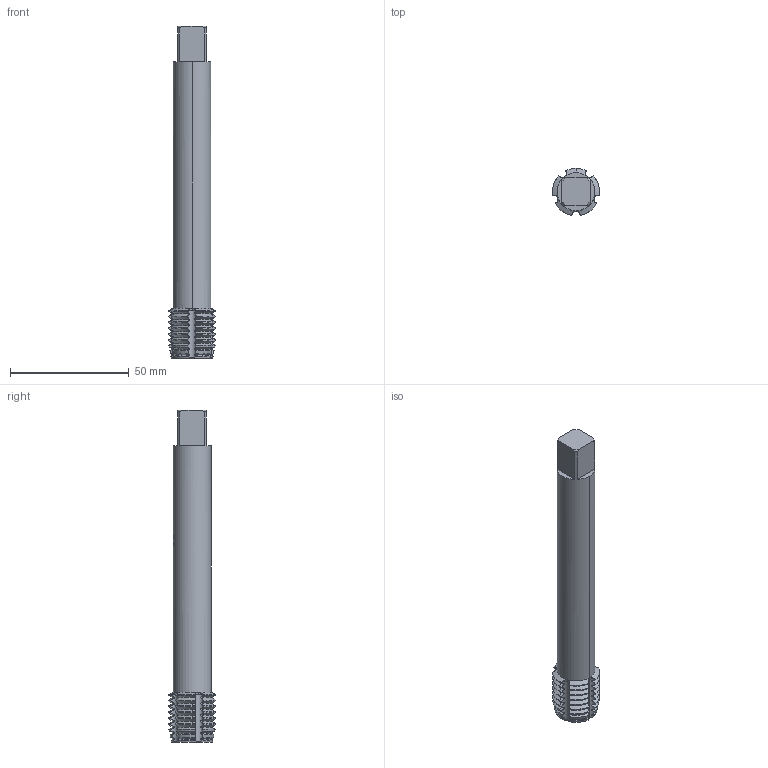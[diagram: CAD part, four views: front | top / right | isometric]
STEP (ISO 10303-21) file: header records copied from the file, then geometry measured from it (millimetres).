
FILE_DESCRIPTION(('no description'),'unknown implementation level');
FILE_NAME('solidc4Gv2WkbKeqipaNXyGc_UQUZONY_1.STP',' ',('CIM GmbH Aachen'),('CADClick - KiM GmbH - www.kimweb.de'),'unknown preprocess','ACIS','unknown authorization');
FILE_SCHEMA(('automotive_design'));
Length unit declared in the file: millimetre
Products named in the file (2): 1; 2
Bounding box: 20 x 19.84 x 140 mm (x, y, z)
Volume: 28314.3 mm3; surface area: 10428.5 mm2
Topology: 2 solids, 2 shells, 363 faces, 1037 edges, 678 vertices
Faces by surface type: cone 150, cylinder 116, plane 87, torus 10
Entity records: 25751 total; most frequent: CARTESIAN_POINT 4907, STYLED_ITEM 2080, PRESENTATION_STYLE_ASSIGNMENT 2080, COLOUR_RGB 2080, ORIENTED_EDGE 2074, DIRECTION 1868, EDGE_CURVE 1037, CURVE_STYLE 1037
